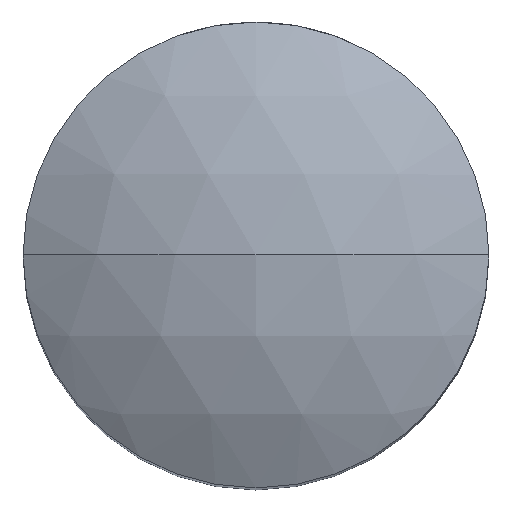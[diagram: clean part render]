
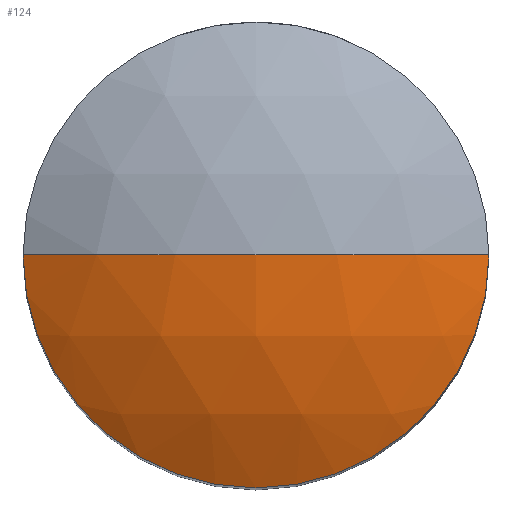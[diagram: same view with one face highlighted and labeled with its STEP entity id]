
A CAD part, top view. The second image highlights one B-rep face of the part: STEP entity #124.
In plain terms, the highlighted spherical face has radius 10 mm.
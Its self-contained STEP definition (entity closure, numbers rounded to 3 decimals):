
#21 = DIRECTION ( 'NONE',  ( 1., 0., 0. ) ) ;
#36 = CARTESIAN_POINT ( 'NONE',  ( 0., 0., 5. ) ) ;
#41 = CARTESIAN_POINT ( 'NONE',  ( 5., 0., 13.66 ) ) ;
#96 = DIRECTION ( 'NONE',  ( 0., -1., 0. ) ) ;
#122 = CARTESIAN_POINT ( 'NONE',  ( 0., 0., 15. ) ) ;
#123 = VERTEX_POINT ( 'NONE', #41 ) ;
#124 = ADVANCED_FACE ( 'NONE', ( #642 ), #473, .T. ) ;
#193 = ORIENTED_EDGE ( 'NONE', *, *, #488, .F. ) ;
#206 = EDGE_LOOP ( 'NONE', ( #193, #835, #753 ) ) ;
#244 = VERTEX_POINT ( 'NONE', #122 ) ;
#265 = AXIS2_PLACEMENT_3D ( 'NONE', #691, #297, #755 ) ;
#284 = DIRECTION ( 'NONE',  ( 0., 0., 1. ) ) ;
#289 = DIRECTION ( 'NONE',  ( 0., 1., 0. ) ) ;
#295 = CARTESIAN_POINT ( 'NONE',  ( 0., 0., 5. ) ) ;
#297 = DIRECTION ( 'NONE',  ( 0., -1., 0. ) ) ;
#313 = EDGE_CURVE ( 'NONE', #123, #388, #808, .T. ) ;
#346 = AXIS2_PLACEMENT_3D ( 'NONE', #295, #289, #284 ) ;
#388 = VERTEX_POINT ( 'NONE', #653 ) ;
#448 = AXIS2_PLACEMENT_3D ( 'NONE', #785, #779, #756 ) ;
#473 = SPHERICAL_SURFACE ( 'NONE', #592, 10. ) ;
#488 = EDGE_CURVE ( 'NONE', #244, #123, #695, .T. ) ;
#592 = AXIS2_PLACEMENT_3D ( 'NONE', #36, #96, #21 ) ;
#640 = EDGE_CURVE ( 'NONE', #244, #388, #722, .T. ) ;
#642 = FACE_OUTER_BOUND ( 'NONE', #206, .T. ) ;
#653 = CARTESIAN_POINT ( 'NONE',  ( -5., 0., 13.66 ) ) ;
#691 = CARTESIAN_POINT ( 'NONE',  ( 0., 0., 5. ) ) ;
#695 = CIRCLE ( 'NONE', #346, 10. ) ;
#722 = CIRCLE ( 'NONE', #265, 10. ) ;
#753 = ORIENTED_EDGE ( 'NONE', *, *, #313, .F. ) ;
#755 = DIRECTION ( 'NONE',  ( 1., 0., 0. ) ) ;
#756 = DIRECTION ( 'NONE',  ( -1., 0., 0. ) ) ;
#779 = DIRECTION ( 'NONE',  ( 0., 0., -1. ) ) ;
#785 = CARTESIAN_POINT ( 'NONE',  ( 0., 0., 13.66 ) ) ;
#808 = CIRCLE ( 'NONE', #448, 5. ) ;
#835 = ORIENTED_EDGE ( 'NONE', *, *, #640, .T. ) ;
